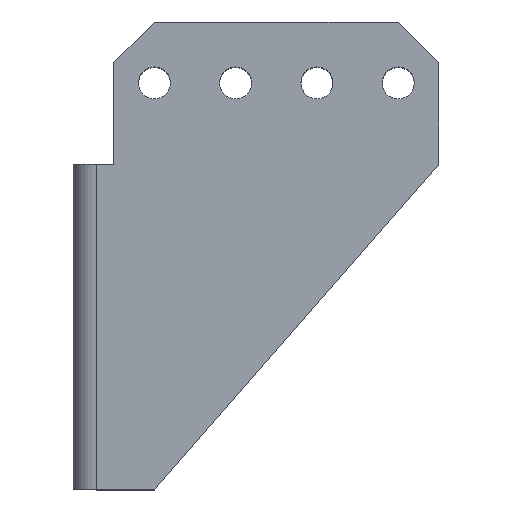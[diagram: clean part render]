
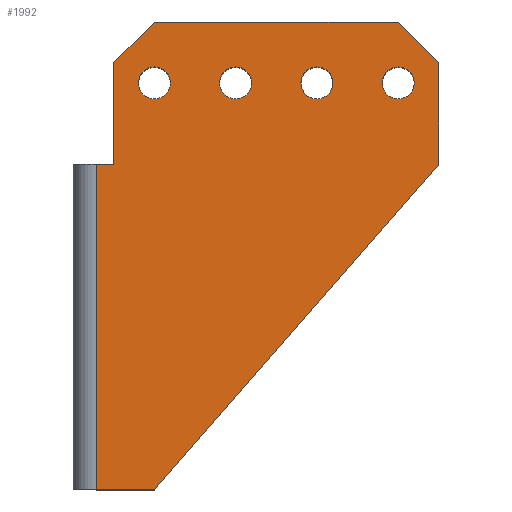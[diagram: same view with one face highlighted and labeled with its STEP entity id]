
A CAD part, top view. The second image highlights one B-rep face of the part: STEP entity #1992.
In plain terms, the highlighted planar face has unit normal (0, 0, 1).
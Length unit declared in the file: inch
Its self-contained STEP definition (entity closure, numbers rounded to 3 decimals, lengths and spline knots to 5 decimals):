
#17 = ORIENTED_EDGE ( 'NONE', *, *, #950, .F. ) ;
#20 = EDGE_CURVE ( 'NONE', #319, #364, #1381, .T. ) ;
#53 = CARTESIAN_POINT ( 'NONE',  ( 2.25, 2.875, 0. ) ) ;
#73 = EDGE_LOOP ( 'NONE', ( #166, #1204 ) ) ;
#79 = AXIS2_PLACEMENT_3D ( 'NONE', #1786, #584, #972 ) ;
#81 = CARTESIAN_POINT ( 'NONE',  ( 1.09843, 2.5, 0. ) ) ;
#103 = DIRECTION ( 'NONE',  ( 0., 0., 1. ) ) ;
#108 = DIRECTION ( 'NONE',  ( 0., -1., 0. ) ) ;
#150 = EDGE_CURVE ( 'NONE', #1979, #319, #1931, .T. ) ;
#166 = ORIENTED_EDGE ( 'NONE', *, *, #1688, .F. ) ;
#168 = DIRECTION ( 'NONE',  ( -1., 0., 0. ) ) ;
#181 = CARTESIAN_POINT ( 'NONE',  ( 0.5, 2.875, 0. ) ) ;
#189 = DIRECTION ( 'NONE',  ( -0.707, 0.707, 0. ) ) ;
#225 = LINE ( 'NONE', #370, #1262 ) ;
#243 = ORIENTED_EDGE ( 'NONE', *, *, #2177, .F. ) ;
#251 = CIRCLE ( 'NONE', #79, 0.09843 ) ;
#257 = VERTEX_POINT ( 'NONE', #1900 ) ;
#260 = CARTESIAN_POINT ( 'NONE',  ( 0.25, 2., 0. ) ) ;
#310 = FACE_OUTER_BOUND ( 'NONE', #2016, .T. ) ;
#314 = EDGE_CURVE ( 'NONE', #665, #1840, #1206, .T. ) ;
#319 = VERTEX_POINT ( 'NONE', #495 ) ;
#330 = ORIENTED_EDGE ( 'NONE', *, *, #419, .T. ) ;
#364 = VERTEX_POINT ( 'NONE', #181 ) ;
#370 = CARTESIAN_POINT ( 'NONE',  ( 0.5, 0., 0. ) ) ;
#386 = DIRECTION ( 'NONE',  ( 0., 0., 1. ) ) ;
#393 = CARTESIAN_POINT ( 'NONE',  ( 0.59843, 2.5, 0. ) ) ;
#398 = DIRECTION ( 'NONE',  ( 0., 0., 1. ) ) ;
#419 = EDGE_CURVE ( 'NONE', #834, #1953, #573, .T. ) ;
#420 = CARTESIAN_POINT ( 'NONE',  ( 0.5, 2.875, 0. ) ) ;
#427 = AXIS2_PLACEMENT_3D ( 'NONE', #1653, #1291, #2011 ) ;
#449 = AXIS2_PLACEMENT_3D ( 'NONE', #1415, #386, #1769 ) ;
#452 = CARTESIAN_POINT ( 'NONE',  ( 2., 2.5, 0. ) ) ;
#455 = VERTEX_POINT ( 'NONE', #891 ) ;
#491 = DIRECTION ( 'NONE',  ( 0., -1., 0. ) ) ;
#492 = EDGE_LOOP ( 'NONE', ( #17, #1847 ) ) ;
#495 = CARTESIAN_POINT ( 'NONE',  ( 2., 2.875, 0. ) ) ;
#508 = EDGE_CURVE ( 'NONE', #1840, #1979, #900, .T. ) ;
#512 = VERTEX_POINT ( 'NONE', #393 ) ;
#538 = VERTEX_POINT ( 'NONE', #1490 ) ;
#546 = VERTEX_POINT ( 'NONE', #1153 ) ;
#562 = ORIENTED_EDGE ( 'NONE', *, *, #849, .T. ) ;
#573 = LINE ( 'NONE', #1266, #813 ) ;
#584 = DIRECTION ( 'NONE',  ( 0., 0., 1. ) ) ;
#606 = ORIENTED_EDGE ( 'NONE', *, *, #508, .T. ) ;
#611 = CARTESIAN_POINT ( 'NONE',  ( 2., 2.5, 0. ) ) ;
#620 = CARTESIAN_POINT ( 'NONE',  ( 0.14211, 2., 0. ) ) ;
#627 = ORIENTED_EDGE ( 'NONE', *, *, #1822, .T. ) ;
#665 = VERTEX_POINT ( 'NONE', #1652 ) ;
#667 = DIRECTION ( 'NONE',  ( 0.659, 0.753, 0. ) ) ;
#716 = AXIS2_PLACEMENT_3D ( 'NONE', #1779, #398, #1427 ) ;
#724 = CARTESIAN_POINT ( 'NONE',  ( 0.14211, 0., 0. ) ) ;
#747 = CARTESIAN_POINT ( 'NONE',  ( 1.90157, 2.5, 0. ) ) ;
#793 = CARTESIAN_POINT ( 'NONE',  ( 2.25, 2., 0. ) ) ;
#796 = ORIENTED_EDGE ( 'NONE', *, *, #1838, .F. ) ;
#811 = VECTOR ( 'NONE', #1806, 39.37008 ) ;
#813 = VECTOR ( 'NONE', #1256, 39.37008 ) ;
#834 = VERTEX_POINT ( 'NONE', #1097 ) ;
#849 = EDGE_CURVE ( 'NONE', #364, #538, #1778, .T. ) ;
#854 = CARTESIAN_POINT ( 'NONE',  ( 2.25, 2., 0. ) ) ;
#856 = AXIS2_PLACEMENT_3D ( 'NONE', #1851, #2195, #491 ) ;
#869 = VERTEX_POINT ( 'NONE', #724 ) ;
#886 = VECTOR ( 'NONE', #189, 39.37008 ) ;
#891 = CARTESIAN_POINT ( 'NONE',  ( 0.40157, 2.5, 0. ) ) ;
#900 = LINE ( 'NONE', #53, #1424 ) ;
#945 = ORIENTED_EDGE ( 'NONE', *, *, #150, .T. ) ;
#950 = EDGE_CURVE ( 'NONE', #257, #2164, #1425, .T. ) ;
#972 = DIRECTION ( 'NONE',  ( 1., 0., 0. ) ) ;
#973 = DIRECTION ( 'NONE',  ( 1., 0., 0. ) ) ;
#982 = LINE ( 'NONE', #260, #1299 ) ;
#1003 = PLANE ( 'NONE',  #856 ) ;
#1050 = EDGE_CURVE ( 'NONE', #1238, #1860, #1679, .T. ) ;
#1097 = CARTESIAN_POINT ( 'NONE',  ( 0.25, 2., 0. ) ) ;
#1110 = DIRECTION ( 'NONE',  ( 1., 0., 0. ) ) ;
#1129 = ORIENTED_EDGE ( 'NONE', *, *, #1449, .T. ) ;
#1132 = DIRECTION ( 'NONE',  ( 1., 0., 0. ) ) ;
#1145 = CARTESIAN_POINT ( 'NONE',  ( 0.14211, 2., 0. ) ) ;
#1152 = AXIS2_PLACEMENT_3D ( 'NONE', #2141, #1491, #1132 ) ;
#1153 = CARTESIAN_POINT ( 'NONE',  ( 0.90157, 2.5, 0. ) ) ;
#1159 = EDGE_LOOP ( 'NONE', ( #243, #1964 ) ) ;
#1161 = FACE_BOUND ( 'NONE', #2036, .T. ) ;
#1204 = ORIENTED_EDGE ( 'NONE', *, *, #1958, .F. ) ;
#1206 = LINE ( 'NONE', #854, #2143 ) ;
#1222 = CIRCLE ( 'NONE', #427, 0.09843 ) ;
#1233 = DIRECTION ( 'NONE',  ( 0., 0., 1. ) ) ;
#1238 = VERTEX_POINT ( 'NONE', #747 ) ;
#1256 = DIRECTION ( 'NONE',  ( -1., 0., 0. ) ) ;
#1262 = VECTOR ( 'NONE', #1110, 39.37008 ) ;
#1266 = CARTESIAN_POINT ( 'NONE',  ( 0., 2., 0. ) ) ;
#1267 = CARTESIAN_POINT ( 'NONE',  ( 1., 2.5, 0. ) ) ;
#1271 = ORIENTED_EDGE ( 'NONE', *, *, #1050, .F. ) ;
#1291 = DIRECTION ( 'NONE',  ( 0., 0., 1. ) ) ;
#1299 = VECTOR ( 'NONE', #108, 39.37008 ) ;
#1303 = DIRECTION ( 'NONE',  ( 0., -1., 0. ) ) ;
#1317 = VERTEX_POINT ( 'NONE', #81 ) ;
#1381 = LINE ( 'NONE', #2071, #1615 ) ;
#1415 = CARTESIAN_POINT ( 'NONE',  ( 1.5, 2.5, 0. ) ) ;
#1424 = VECTOR ( 'NONE', #2109, 39.37008 ) ;
#1425 = CIRCLE ( 'NONE', #449, 0.09843 ) ;
#1427 = DIRECTION ( 'NONE',  ( 1., 0., 0. ) ) ;
#1449 = EDGE_CURVE ( 'NONE', #1953, #869, #2003, .T. ) ;
#1490 = CARTESIAN_POINT ( 'NONE',  ( 0.25, 2.625, 0. ) ) ;
#1491 = DIRECTION ( 'NONE',  ( 0., 0., 1. ) ) ;
#1503 = DIRECTION ( 'NONE',  ( 0., 0., 1. ) ) ;
#1569 = AXIS2_PLACEMENT_3D ( 'NONE', #452, #103, #2188 ) ;
#1589 = ORIENTED_EDGE ( 'NONE', *, *, #314, .T. ) ;
#1603 = CARTESIAN_POINT ( 'NONE',  ( 2.25, 2.625, 0. ) ) ;
#1615 = VECTOR ( 'NONE', #168, 39.37008 ) ;
#1623 = CIRCLE ( 'NONE', #2084, 0.09843 ) ;
#1652 = CARTESIAN_POINT ( 'NONE',  ( 0.5, 0., 0. ) ) ;
#1653 = CARTESIAN_POINT ( 'NONE',  ( 1.5, 2.5, 0. ) ) ;
#1661 = CIRCLE ( 'NONE', #1152, 0.09843 ) ;
#1671 = FACE_BOUND ( 'NONE', #73, .T. ) ;
#1679 = CIRCLE ( 'NONE', #1569, 0.09843 ) ;
#1688 = EDGE_CURVE ( 'NONE', #1317, #546, #1623, .T. ) ;
#1695 = CARTESIAN_POINT ( 'NONE',  ( 2.25, 2.625, 0. ) ) ;
#1699 = CIRCLE ( 'NONE', #716, 0.09843 ) ;
#1731 = CARTESIAN_POINT ( 'NONE',  ( 1.40157, 2.5, 0. ) ) ;
#1749 = EDGE_CURVE ( 'NONE', #869, #665, #225, .T. ) ;
#1767 = AXIS2_PLACEMENT_3D ( 'NONE', #611, #1503, #973 ) ;
#1769 = DIRECTION ( 'NONE',  ( 1., 0., 0. ) ) ;
#1778 = LINE ( 'NONE', #420, #811 ) ;
#1779 = CARTESIAN_POINT ( 'NONE',  ( 0.5, 2.5, 0. ) ) ;
#1786 = CARTESIAN_POINT ( 'NONE',  ( 1., 2.5, 0. ) ) ;
#1806 = DIRECTION ( 'NONE',  ( -0.707, -0.707, 0. ) ) ;
#1822 = EDGE_CURVE ( 'NONE', #538, #834, #982, .T. ) ;
#1825 = EDGE_CURVE ( 'NONE', #2164, #257, #1222, .T. ) ;
#1829 = ORIENTED_EDGE ( 'NONE', *, *, #20, .T. ) ;
#1838 = EDGE_CURVE ( 'NONE', #1860, #1238, #2015, .T. ) ;
#1840 = VERTEX_POINT ( 'NONE', #793 ) ;
#1847 = ORIENTED_EDGE ( 'NONE', *, *, #1825, .F. ) ;
#1851 = CARTESIAN_POINT ( 'NONE',  ( 0., 0., 0. ) ) ;
#1860 = VERTEX_POINT ( 'NONE', #2157 ) ;
#1864 = FACE_BOUND ( 'NONE', #1159, .T. ) ;
#1887 = EDGE_CURVE ( 'NONE', #455, #512, #1661, .T. ) ;
#1900 = CARTESIAN_POINT ( 'NONE',  ( 1.59843, 2.5, 0. ) ) ;
#1931 = LINE ( 'NONE', #1603, #886 ) ;
#1946 = DIRECTION ( 'NONE',  ( 1., 0., 0. ) ) ;
#1953 = VERTEX_POINT ( 'NONE', #620 ) ;
#1958 = EDGE_CURVE ( 'NONE', #546, #1317, #251, .T. ) ;
#1964 = ORIENTED_EDGE ( 'NONE', *, *, #1887, .F. ) ;
#1979 = VERTEX_POINT ( 'NONE', #1695 ) ;
#1992 = ADVANCED_FACE ( 'NONE', ( #1161, #2206, #1671, #1864, #310 ), #1003, .F. ) ;
#2003 = LINE ( 'NONE', #1145, #2145 ) ;
#2011 = DIRECTION ( 'NONE',  ( 1., 0., 0. ) ) ;
#2015 = CIRCLE ( 'NONE', #1767, 0.09843 ) ;
#2016 = EDGE_LOOP ( 'NONE', ( #606, #945, #1829, #562, #627, #330, #1129, #2128, #1589 ) ) ;
#2036 = EDGE_LOOP ( 'NONE', ( #796, #1271 ) ) ;
#2071 = CARTESIAN_POINT ( 'NONE',  ( 0.25, 2.875, 0. ) ) ;
#2084 = AXIS2_PLACEMENT_3D ( 'NONE', #1267, #1233, #1946 ) ;
#2109 = DIRECTION ( 'NONE',  ( 0., 1., 0. ) ) ;
#2128 = ORIENTED_EDGE ( 'NONE', *, *, #1749, .T. ) ;
#2141 = CARTESIAN_POINT ( 'NONE',  ( 0.5, 2.5, 0. ) ) ;
#2143 = VECTOR ( 'NONE', #667, 39.37008 ) ;
#2145 = VECTOR ( 'NONE', #1303, 39.37008 ) ;
#2157 = CARTESIAN_POINT ( 'NONE',  ( 2.09843, 2.5, 0. ) ) ;
#2164 = VERTEX_POINT ( 'NONE', #1731 ) ;
#2177 = EDGE_CURVE ( 'NONE', #512, #455, #1699, .T. ) ;
#2188 = DIRECTION ( 'NONE',  ( 1., 0., 0. ) ) ;
#2195 = DIRECTION ( 'NONE',  ( 0., 0., -1. ) ) ;
#2206 = FACE_BOUND ( 'NONE', #492, .T. ) ;
